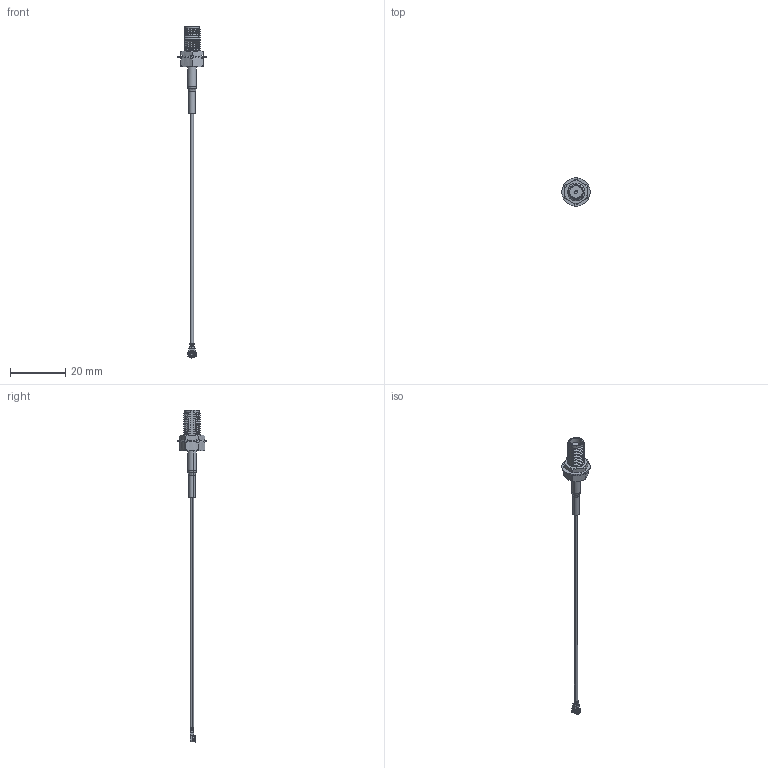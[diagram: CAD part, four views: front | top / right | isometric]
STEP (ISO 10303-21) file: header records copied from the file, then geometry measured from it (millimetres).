
FILE_DESCRIPTION (( 'STEP AP214' ), '1' );
FILE_NAME ('CAB.721_Web.STEP', '2022-03-15T09:52:29', ( '' ), ( '' ), 'SwSTEP 2.0', 'SolidWorks 2018', '' );
FILE_SCHEMA (( 'AUTOMOTIVE_DESIGN' ));
Length unit declared in the file: inch
Products named in the file (1): CAB.721_Web
Bounding box: 10.2 x 10.2 x 120.03 mm (x, y, z)
Surface area: 1257.4 mm2 (no closed solid volume)
Topology: 0 solids, 6 shells, 241 faces, 723 edges, 479 vertices
Faces by surface type: plane 101, cone 74, cylinder 37, bspline 21, torus 8
Entity records: 16018 total; most frequent: CARTESIAN_POINT 8038, ORIENTED_EDGE 1336, EDGE_CURVE 723, B_SPLINE_CURVE_WITH_KNOTS 700, VERTEX_POINT 479, DIRECTION 440, EDGE_LOOP 251, ADVANCED_FACE 240
